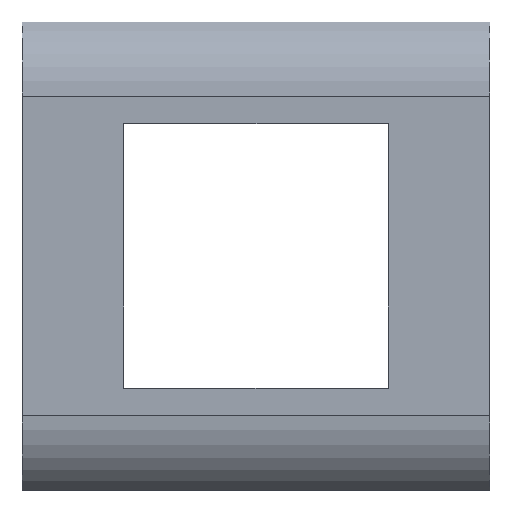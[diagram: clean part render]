
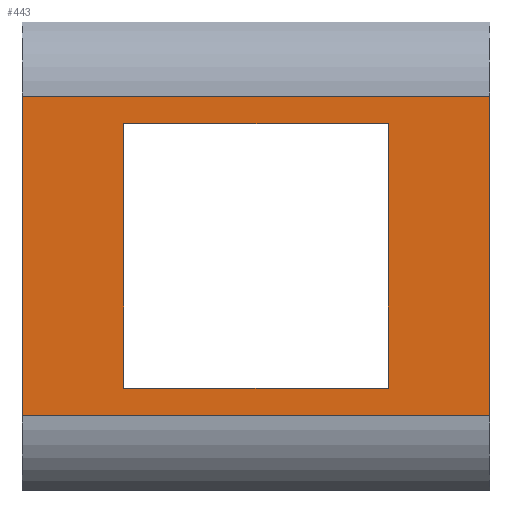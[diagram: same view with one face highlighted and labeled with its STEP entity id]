
A CAD part, top view. The second image highlights one B-rep face of the part: STEP entity #443.
In plain terms, the highlighted planar face has unit normal (0, 0, 1).
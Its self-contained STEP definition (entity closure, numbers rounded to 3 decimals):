
#1 = CARTESIAN_POINT ( 'NONE',  ( 40., 27.311, 8.5 ) ) ;
#7 = DIRECTION ( 'NONE',  ( 0., -1., 0. ) ) ;
#12 = LINE ( 'NONE', #33, #84 ) ;
#13 = DIRECTION ( 'NONE',  ( 0., -1., 0. ) ) ;
#17 = CARTESIAN_POINT ( 'NONE',  ( -40., 27.311, 8.5 ) ) ;
#21 = DIRECTION ( 'NONE',  ( 1., 0., 0. ) ) ;
#23 = LINE ( 'NONE', #137, #393 ) ;
#24 = DIRECTION ( 'NONE',  ( 0., -1., 0. ) ) ;
#28 = CARTESIAN_POINT ( 'NONE',  ( -22.6, -22.6, 8.5 ) ) ;
#33 = CARTESIAN_POINT ( 'NONE',  ( -22.6, 22.6, 8.5 ) ) ;
#35 = DIRECTION ( 'NONE',  ( -1., 0., 0. ) ) ;
#37 = ORIENTED_EDGE ( 'NONE', *, *, #344, .F. ) ;
#38 = DIRECTION ( 'NONE',  ( 0., 1., 0. ) ) ;
#58 = CARTESIAN_POINT ( 'NONE',  ( -22.6, 22.6, 8.5 ) ) ;
#60 = VERTEX_POINT ( 'NONE', #708 ) ;
#76 = ORIENTED_EDGE ( 'NONE', *, *, #352, .T. ) ;
#77 = AXIS2_PLACEMENT_3D ( 'NONE', #120, #524, #728 ) ;
#84 = VECTOR ( 'NONE', #13, 1000. ) ;
#94 = CARTESIAN_POINT ( 'NONE',  ( 22.6, 22.6, 8.5 ) ) ;
#103 = VECTOR ( 'NONE', #35, 1000. ) ;
#107 = DIRECTION ( 'NONE',  ( -1., 0., 0. ) ) ;
#113 = PLANE ( 'NONE',  #77 ) ;
#120 = CARTESIAN_POINT ( 'NONE',  ( 40., 27.311, 8.5 ) ) ;
#137 = CARTESIAN_POINT ( 'NONE',  ( 40., 27.311, 8.5 ) ) ;
#142 = VERTEX_POINT ( 'NONE', #568 ) ;
#178 = LINE ( 'NONE', #17, #314 ) ;
#182 = CARTESIAN_POINT ( 'NONE',  ( 40., 27.311, 8.5 ) ) ;
#191 = VERTEX_POINT ( 'NONE', #533 ) ;
#201 = DIRECTION ( 'NONE',  ( -1., 0., 0. ) ) ;
#205 = EDGE_LOOP ( 'NONE', ( #660, #681, #37, #254 ) ) ;
#209 = LINE ( 'NONE', #1, #628 ) ;
#215 = ORIENTED_EDGE ( 'NONE', *, *, #328, .T. ) ;
#218 = LINE ( 'NONE', #58, #103 ) ;
#219 = CARTESIAN_POINT ( 'NONE',  ( 40., -27.311, 8.5 ) ) ;
#229 = VERTEX_POINT ( 'NONE', #506 ) ;
#237 = LINE ( 'NONE', #94, #539 ) ;
#254 = ORIENTED_EDGE ( 'NONE', *, *, #345, .F. ) ;
#266 = VERTEX_POINT ( 'NONE', #348 ) ;
#292 = EDGE_CURVE ( 'NONE', #142, #191, #695, .T. ) ;
#314 = VECTOR ( 'NONE', #24, 1000. ) ;
#328 = EDGE_CURVE ( 'NONE', #702, #599, #23, .T. ) ;
#334 = EDGE_CURVE ( 'NONE', #266, #60, #218, .T. ) ;
#340 = EDGE_CURVE ( 'NONE', #505, #266, #237, .T. ) ;
#341 = CARTESIAN_POINT ( 'NONE',  ( -40., 27.311, 8.5 ) ) ;
#344 = EDGE_CURVE ( 'NONE', #229, #505, #584, .T. ) ;
#345 = EDGE_CURVE ( 'NONE', #60, #229, #12, .T. ) ;
#348 = CARTESIAN_POINT ( 'NONE',  ( 22.6, 22.6, 8.5 ) ) ;
#352 = EDGE_CURVE ( 'NONE', #599, #191, #178, .T. ) ;
#360 = EDGE_CURVE ( 'NONE', #702, #142, #209, .T. ) ;
#393 = VECTOR ( 'NONE', #107, 1000. ) ;
#443 = ADVANCED_FACE ( 'NONE', ( #646, #657 ), #113, .F. ) ;
#454 = EDGE_LOOP ( 'NONE', ( #76, #597, #649, #215 ) ) ;
#505 = VERTEX_POINT ( 'NONE', #532 ) ;
#506 = CARTESIAN_POINT ( 'NONE',  ( -22.6, -22.6, 8.5 ) ) ;
#524 = DIRECTION ( 'NONE',  ( 0., 0., -1. ) ) ;
#526 = VECTOR ( 'NONE', #201, 1000. ) ;
#532 = CARTESIAN_POINT ( 'NONE',  ( 22.6, -22.6, 8.5 ) ) ;
#533 = CARTESIAN_POINT ( 'NONE',  ( -40., -27.311, 8.5 ) ) ;
#539 = VECTOR ( 'NONE', #38, 1000. ) ;
#568 = CARTESIAN_POINT ( 'NONE',  ( 40., -27.311, 8.5 ) ) ;
#584 = LINE ( 'NONE', #28, #721 ) ;
#597 = ORIENTED_EDGE ( 'NONE', *, *, #292, .F. ) ;
#599 = VERTEX_POINT ( 'NONE', #341 ) ;
#628 = VECTOR ( 'NONE', #7, 1000. ) ;
#646 = FACE_BOUND ( 'NONE', #205, .T. ) ;
#649 = ORIENTED_EDGE ( 'NONE', *, *, #360, .F. ) ;
#657 = FACE_OUTER_BOUND ( 'NONE', #454, .T. ) ;
#660 = ORIENTED_EDGE ( 'NONE', *, *, #334, .F. ) ;
#681 = ORIENTED_EDGE ( 'NONE', *, *, #340, .F. ) ;
#695 = LINE ( 'NONE', #219, #526 ) ;
#702 = VERTEX_POINT ( 'NONE', #182 ) ;
#708 = CARTESIAN_POINT ( 'NONE',  ( -22.6, 22.6, 8.5 ) ) ;
#721 = VECTOR ( 'NONE', #21, 1000. ) ;
#728 = DIRECTION ( 'NONE',  ( -1., 0., 0. ) ) ;
